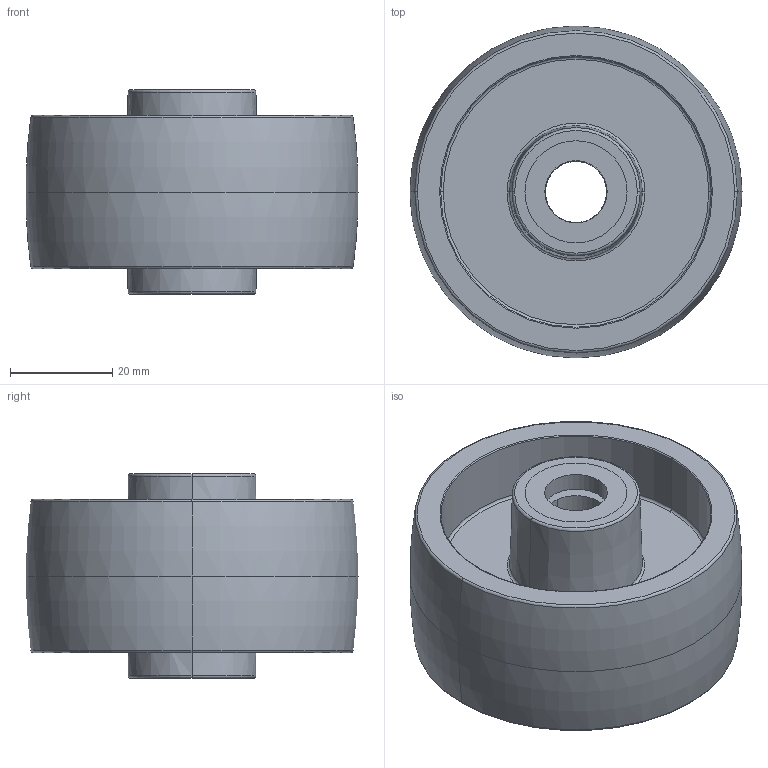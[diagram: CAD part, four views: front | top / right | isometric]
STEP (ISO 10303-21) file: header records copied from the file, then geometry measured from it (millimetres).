
FILE_DESCRIPTION (( 'STEP AP214' ), '1' );
FILE_NAME ('0025281.step', '2023-07-21T09:08:21', ( '' ), ( '' ), 'SwSTEP 2.0', 'SolidWorks 2020', '' );
FILE_SCHEMA (( 'AUTOMOTIVE_DESIGN' ));
Length unit declared in the file: millimetre
Products named in the file (1): 0025281
Bounding box: 65 x 65 x 40 mm (x, y, z)
Volume: 55230.9 mm3; surface area: 25783.1 mm2
Topology: 4 solids, 4 shells, 58 faces, 116 edges, 70 vertices
Faces by surface type: torus 24, cylinder 18, plane 12, cone 4
Entity records: 2253 total; most frequent: DIRECTION 328, CARTESIAN_POINT 245, ORIENTED_EDGE 232, AXIS2_PLACEMENT_3D 153, EDGE_CURVE 116, CIRCLE 94, EDGE_LOOP 70, VERTEX_POINT 70
